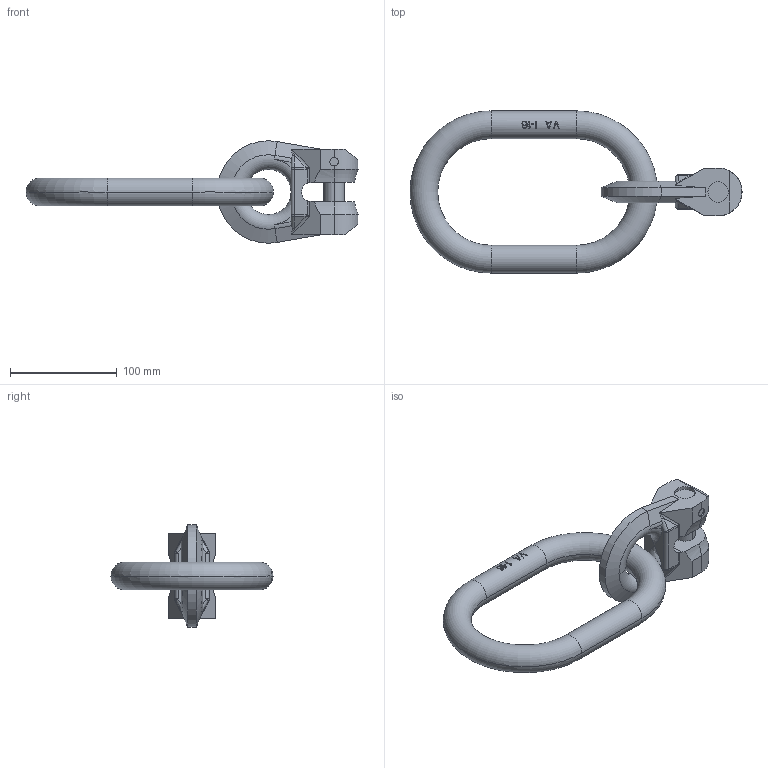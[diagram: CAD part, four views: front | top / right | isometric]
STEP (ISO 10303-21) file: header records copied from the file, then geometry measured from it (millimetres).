
FILE_DESCRIPTION((''),'2;1');
FILE_NAME('4VA1-16','2005-01-19T',('jakubetz'),(''),'PRO/ENGINEER BY PARAMETRIC TECHNOLOGY CORPORATION, 2001400','PRO/ENGINEER BY PARAMETRIC TECHNOLOGY CORPORATION, 2001400','');
FILE_SCHEMA(('CONFIG_CONTROL_DESIGN'));
Length unit declared in the file: millimetre
Products named in the file (1): 4VA1-16
Bounding box: 311.2 x 152 x 96 mm (x, y, z)
Volume: 501200.3 mm3; surface area: 76928.7 mm2
Topology: 2 solids, 2 shells, 214 faces, 555 edges, 351 vertices
Faces by surface type: plane 138, cylinder 50, bspline 12, torus 8, sphere 4, cone 2
Entity records: 6975 total; most frequent: CARTESIAN_POINT 1942, ORIENTED_EDGE 1110, DIRECTION 921, EDGE_CURVE 555, VERTEX_POINT 351, VECTOR 329, LINE 329, AXIS2_PLACEMENT_3D 296
